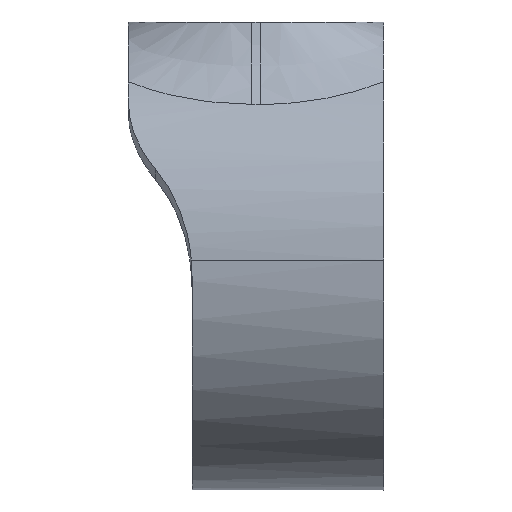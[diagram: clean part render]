
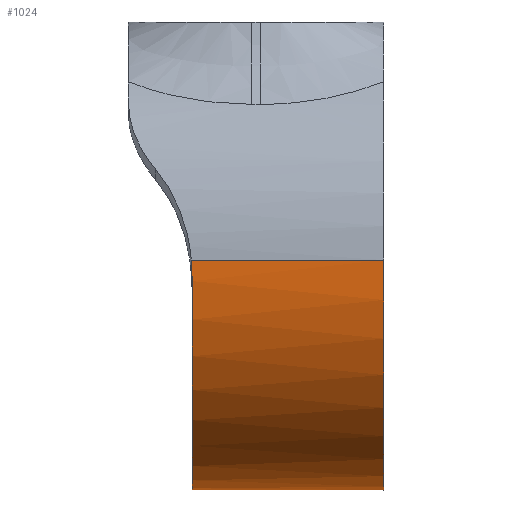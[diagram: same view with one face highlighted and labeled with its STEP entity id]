
A CAD part, front view. The second image highlights one B-rep face of the part: STEP entity #1024.
In plain terms, the highlighted cylindrical face has radius 54.1 mm (diameter 108.2 mm), a partial arc.
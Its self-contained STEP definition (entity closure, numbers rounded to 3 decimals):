
#29 = CYLINDRICAL_SURFACE ( 'NONE', #2770, 54.1 ) ;
#34 = VERTEX_POINT ( 'NONE', #3718 ) ;
#80 = CARTESIAN_POINT ( 'NONE',  ( 18.759, 46.235, -28.092 ) ) ;
#106 = CARTESIAN_POINT ( 'NONE',  ( 19.449, 46.433, -27.763 ) ) ;
#212 = CARTESIAN_POINT ( 'NONE',  ( 29.955, 49.599, -21.608 ) ) ;
#239 = AXIS2_PLACEMENT_3D ( 'NONE', #2501, #2565, #530 ) ;
#262 = LINE ( 'NONE', #1628, #3183 ) ;
#343 = ORIENTED_EDGE ( 'NONE', *, *, #1481, .T. ) ;
#360 = DIRECTION ( 'NONE',  ( 0., -1., 0. ) ) ;
#378 = VECTOR ( 'NONE', #3217, 1000. ) ;
#381 = VERTEX_POINT ( 'NONE', #1716 ) ;
#530 = DIRECTION ( 'NONE',  ( 0., 1., 0. ) ) ;
#547 = EDGE_CURVE ( 'NONE', #34, #3530, #4040, .T. ) ;
#572 = CARTESIAN_POINT ( 'NONE',  ( 15., -54.025, -3.299 ) ) ;
#614 = CARTESIAN_POINT ( 'NONE',  ( 14.93, -54.1, -1.639 ) ) ;
#652 = DIRECTION ( 'NONE',  ( 0., -1., 0. ) ) ;
#677 = CARTESIAN_POINT ( 'NONE',  ( 23., 46.852, -27.05 ) ) ;
#732 = CIRCLE ( 'NONE', #3660, 54.1 ) ;
#752 = CARTESIAN_POINT ( 'NONE',  ( 15.415, 43.893, -31.627 ) ) ;
#778 = CARTESIAN_POINT ( 'NONE',  ( 15.504, 44.039, -31.424 ) ) ;
#801 = CARTESIAN_POINT ( 'NONE',  ( 16.047, 44.72, -30.448 ) ) ;
#823 = CARTESIAN_POINT ( 'NONE',  ( 18.103, 46.005, -28.469 ) ) ;
#824 = CARTESIAN_POINT ( 'NONE',  ( 24.812, 46.969, -26.847 ) ) ;
#844 = CARTESIAN_POINT ( 'NONE',  ( 18.987, 46.306, -27.975 ) ) ;
#845 = CARTESIAN_POINT ( 'NONE',  ( 27.631, 47.695, -25.537 ) ) ;
#887 = CARTESIAN_POINT ( 'NONE',  ( 29.765, 49.23, -22.434 ) ) ;
#903 = DIRECTION ( 'NONE',  ( -1., 0., 0. ) ) ;
#930 = CARTESIAN_POINT ( 'NONE',  ( 15., -53.873, -4.952 ) ) ;
#954 = ORIENTED_EDGE ( 'NONE', *, *, #4361, .F. ) ;
#965 = EDGE_CURVE ( 'NONE', #34, #4019, #3656, .T. ) ;
#1024 = ADVANCED_FACE ( 'NONE', ( #2350 ), #29, .T. ) ;
#1055 = ORIENTED_EDGE ( 'NONE', *, *, #4359, .F. ) ;
#1133 = CARTESIAN_POINT ( 'NONE',  ( 25.252, 47.035, -26.731 ) ) ;
#1186 = ORIENTED_EDGE ( 'NONE', *, *, #547, .T. ) ;
#1197 = CARTESIAN_POINT ( 'NONE',  ( 26.107, 47.204, -26.432 ) ) ;
#1223 = CARTESIAN_POINT ( 'NONE',  ( 24.59, 46.941, -26.895 ) ) ;
#1260 = EDGE_LOOP ( 'NONE', ( #1055, #954, #1887, #343, #2026, #1186, #3802, #2120 ) ) ;
#1314 = DIRECTION ( 'NONE',  ( -1., 0., 0. ) ) ;
#1445 = CARTESIAN_POINT ( 'NONE',  ( 20.412, 46.638, -27.418 ) ) ;
#1450 = B_SPLINE_CURVE_WITH_KNOTS ( 'NONE', 3,
 ( #3540, #1533, #2542, #1223, #824, #1133, #1907, #1197, #3242, #4269, #845, #3519, #3269, #2204, #1509, #1490, #3925, #2866, #887, #1864, #212, #2583, #3562 ),
 .UNSPECIFIED., .F., .F.,
 ( 4, 2, 2, 2, 2, 2, 2, 2, 1, 2, 2, 4 ),
 ( 0., 0.001, 0.002, 0.003, 0.004, 0.005, 0.007, 0.008, 0.008, 0.009, 0.01, 0.011 ),
 .UNSPECIFIED. ) ;
#1481 = EDGE_CURVE ( 'NONE', #2769, #4019, #2983, .T. ) ;
#1490 = CARTESIAN_POINT ( 'NONE',  ( 29.284, 48.684, -23.595 ) ) ;
#1508 = CARTESIAN_POINT ( 'NONE',  ( 15., 42.337, -33.681 ) ) ;
#1509 = CARTESIAN_POINT ( 'NONE',  ( 29.069, 48.506, -23.959 ) ) ;
#1514 = AXIS2_PLACEMENT_3D ( 'NONE', #2074, #1314, #360 ) ;
#1532 = CARTESIAN_POINT ( 'NONE',  ( 15.803, 44.459, -30.829 ) ) ;
#1533 = CARTESIAN_POINT ( 'NONE',  ( 23.463, 46.852, -27.05 ) ) ;
#1612 = CARTESIAN_POINT ( 'NONE',  ( 30., 0., 0. ) ) ;
#1628 = CARTESIAN_POINT ( 'NONE',  ( 60., -54.1, 0. ) ) ;
#1716 = CARTESIAN_POINT ( 'NONE',  ( 30., 49.958, -20.76 ) ) ;
#1802 = CARTESIAN_POINT ( 'NONE',  ( 60., -54.1, 0. ) ) ;
#1864 = CARTESIAN_POINT ( 'NONE',  ( 29.821, 49.323, -22.229 ) ) ;
#1887 = ORIENTED_EDGE ( 'NONE', *, *, #2518, .T. ) ;
#1907 = CARTESIAN_POINT ( 'NONE',  ( 25.471, 47.074, -26.662 ) ) ;
#2026 = ORIENTED_EDGE ( 'NONE', *, *, #965, .F. ) ;
#2074 = CARTESIAN_POINT ( 'NONE',  ( 15., 0., 0. ) ) ;
#2107 = CARTESIAN_POINT ( 'NONE',  ( 16.626, 45.206, -29.723 ) ) ;
#2120 = ORIENTED_EDGE ( 'NONE', *, *, #4292, .F. ) ;
#2156 = CARTESIAN_POINT ( 'NONE',  ( 15.264, 43.596, -32.035 ) ) ;
#2203 = CARTESIAN_POINT ( 'NONE',  ( 19.921, 46.548, -27.57 ) ) ;
#2204 = CARTESIAN_POINT ( 'NONE',  ( 28.95, 48.417, -24.137 ) ) ;
#2246 = CARTESIAN_POINT ( 'NONE',  ( 60., 54.1, 0. ) ) ;
#2350 = FACE_OUTER_BOUND ( 'NONE', #1260, .T. ) ;
#2372 = DIRECTION ( 'NONE',  ( -1., 0., 0. ) ) ;
#2391 = VERTEX_POINT ( 'NONE', #2246 ) ;
#2448 = CARTESIAN_POINT ( 'NONE',  ( 16.963, 45.431, -29.376 ) ) ;
#2462 = VERTEX_POINT ( 'NONE', #3593 ) ;
#2501 = CARTESIAN_POINT ( 'NONE',  ( 60., 0., 0. ) ) ;
#2518 = EDGE_CURVE ( 'NONE', #3010, #2769, #262, .T. ) ;
#2541 = CARTESIAN_POINT ( 'NONE',  ( 15., 42.666, -33.267 ) ) ;
#2542 = CARTESIAN_POINT ( 'NONE',  ( 23.918, 46.875, -27.011 ) ) ;
#2565 = DIRECTION ( 'NONE',  ( 1., 0., 0. ) ) ;
#2583 = CARTESIAN_POINT ( 'NONE',  ( 30., 49.78, -21.188 ) ) ;
#2667 = CARTESIAN_POINT ( 'NONE',  ( 14.782, -54.1, 0. ) ) ;
#2769 = VERTEX_POINT ( 'NONE', #3154 ) ;
#2770 = AXIS2_PLACEMENT_3D ( 'NONE', #3703, #2372, #652 ) ;
#2804 = CARTESIAN_POINT ( 'NONE',  ( 15.051, 42.984, -32.854 ) ) ;
#2846 = CARTESIAN_POINT ( 'NONE',  ( 21.947, 46.826, -27.095 ) ) ;
#2866 = CARTESIAN_POINT ( 'NONE',  ( 29.632, 49.046, -22.833 ) ) ;
#2983 = B_SPLINE_CURVE_WITH_KNOTS ( 'NONE', 3,
 ( #2667, #614, #572, #930 ),
 .UNSPECIFIED., .F., .F.,
 ( 4, 4 ),
 ( 0.033, 0.038 ),
 .UNSPECIFIED. ) ;
#2985 = DIRECTION ( 'NONE',  ( -1., 0., 0. ) ) ;
#3010 = VERTEX_POINT ( 'NONE', #1802 ) ;
#3012 = CIRCLE ( 'NONE', #239, 54.1 ) ;
#3154 = CARTESIAN_POINT ( 'NONE',  ( 14.782, -54.1, 0. ) ) ;
#3183 = VECTOR ( 'NONE', #2985, 1000. ) ;
#3217 = DIRECTION ( 'NONE',  ( -1., 0., 0. ) ) ;
#3242 = CARTESIAN_POINT ( 'NONE',  ( 26.51, 47.309, -26.244 ) ) ;
#3269 = CARTESIAN_POINT ( 'NONE',  ( 28.567, 48.159, -24.651 ) ) ;
#3518 = CARTESIAN_POINT ( 'NONE',  ( 21.171, 46.748, -27.229 ) ) ;
#3519 = CARTESIAN_POINT ( 'NONE',  ( 28.277, 47.997, -24.965 ) ) ;
#3530 = VERTEX_POINT ( 'NONE', #677 ) ;
#3539 = CARTESIAN_POINT ( 'NONE',  ( 23., 46.852, -27.05 ) ) ;
#3540 = CARTESIAN_POINT ( 'NONE',  ( 23., 46.852, -27.05 ) ) ;
#3562 = CARTESIAN_POINT ( 'NONE',  ( 30., 49.958, -20.76 ) ) ;
#3593 = CARTESIAN_POINT ( 'NONE',  ( 30., 54.1, 0. ) ) ;
#3606 = CARTESIAN_POINT ( 'NONE',  ( 60., 54.1, 0. ) ) ;
#3625 = DIRECTION ( 'NONE',  ( 0., -1., 0. ) ) ;
#3656 = CIRCLE ( 'NONE', #1514, 54.1 ) ;
#3660 = AXIS2_PLACEMENT_3D ( 'NONE', #1612, #903, #3625 ) ;
#3703 = CARTESIAN_POINT ( 'NONE',  ( 60., 0., 0. ) ) ;
#3718 = CARTESIAN_POINT ( 'NONE',  ( 15., 42.337, -33.681 ) ) ;
#3802 = ORIENTED_EDGE ( 'NONE', *, *, #4352, .T. ) ;
#3881 = CARTESIAN_POINT ( 'NONE',  ( 17.7, 45.829, -28.751 ) ) ;
#3899 = CARTESIAN_POINT ( 'NONE',  ( 15.201, 43.445, -32.239 ) ) ;
#3925 = CARTESIAN_POINT ( 'NONE',  ( 29.479, 48.864, -23.222 ) ) ;
#3944 = LINE ( 'NONE', #3606, #378 ) ;
#4019 = VERTEX_POINT ( 'NONE', #4081 ) ;
#4040 = B_SPLINE_CURVE_WITH_KNOTS ( 'NONE', 3,
 ( #1508, #2541, #2804, #3899, #2156, #752, #778, #1532, #801, #2107, #2448, #3881, #823, #80, #844, #106, #2203, #1445, #4179, #3518, #2846, #4157, #3539 ),
 .UNSPECIFIED., .F., .F.,
 ( 4, 2, 2, 2, 2, 2, 2, 2, 1, 2, 2, 4 ),
 ( 0., 0.002, 0.002, 0.003, 0.005, 0.006, 0.008, 0.009, 0.009, 0.01, 0.011, 0.013 ),
 .UNSPECIFIED. ) ;
#4081 = CARTESIAN_POINT ( 'NONE',  ( 15., -53.873, -4.952 ) ) ;
#4157 = CARTESIAN_POINT ( 'NONE',  ( 22.471, 46.852, -27.05 ) ) ;
#4179 = CARTESIAN_POINT ( 'NONE',  ( 20.914, 46.715, -27.286 ) ) ;
#4269 = CARTESIAN_POINT ( 'NONE',  ( 27.271, 47.554, -25.798 ) ) ;
#4292 = EDGE_CURVE ( 'NONE', #2462, #381, #732, .T. ) ;
#4352 = EDGE_CURVE ( 'NONE', #3530, #381, #1450, .T. ) ;
#4359 = EDGE_CURVE ( 'NONE', #2391, #2462, #3944, .T. ) ;
#4361 = EDGE_CURVE ( 'NONE', #3010, #2391, #3012, .T. ) ;
